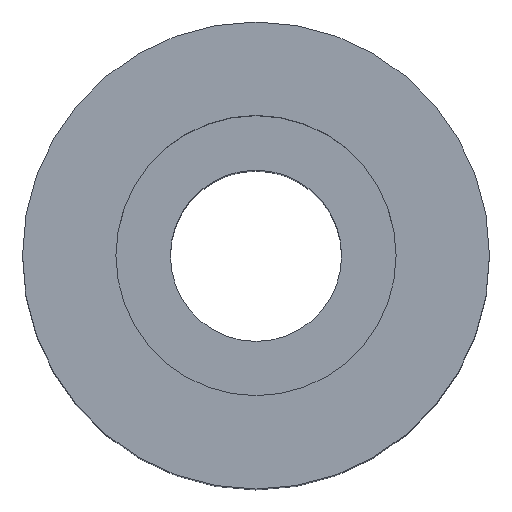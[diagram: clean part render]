
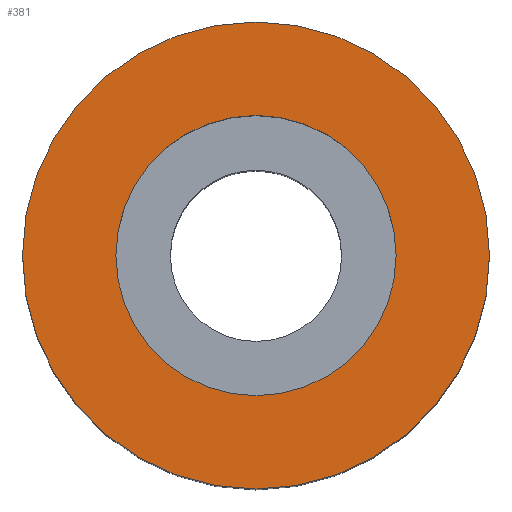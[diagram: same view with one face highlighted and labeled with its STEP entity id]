
A CAD part, top view. The second image highlights one B-rep face of the part: STEP entity #381.
In plain terms, the highlighted planar face has unit normal (0, 0, 1).
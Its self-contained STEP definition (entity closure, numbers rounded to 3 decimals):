
#14 = EDGE_LOOP ( 'NONE', ( #43, #322 ) ) ;
#33 = CARTESIAN_POINT ( 'NONE',  ( 0., 0., 35. ) ) ;
#42 = CIRCLE ( 'NONE', #378, 9. ) ;
#43 = ORIENTED_EDGE ( 'NONE', *, *, #192, .T. ) ;
#45 = DIRECTION ( 'NONE',  ( 1., 0., 0. ) ) ;
#51 = EDGE_CURVE ( 'NONE', #363, #330, #121, .T. ) ;
#54 = DIRECTION ( 'NONE',  ( 0., 0., 1. ) ) ;
#59 = VERTEX_POINT ( 'NONE', #295 ) ;
#62 = VERTEX_POINT ( 'NONE', #243 ) ;
#95 = FACE_BOUND ( 'NONE', #357, .T. ) ;
#98 = ORIENTED_EDGE ( 'NONE', *, *, #250, .F. ) ;
#121 = CIRCLE ( 'NONE', #281, 15. ) ;
#147 = DIRECTION ( 'NONE',  ( 1., 0., 0. ) ) ;
#153 = DIRECTION ( 'NONE',  ( 0., 0., 1. ) ) ;
#160 = CARTESIAN_POINT ( 'NONE',  ( 0., 0., 35. ) ) ;
#162 = AXIS2_PLACEMENT_3D ( 'NONE', #33, #153, #341 ) ;
#180 = CARTESIAN_POINT ( 'NONE',  ( 0., 0., 35. ) ) ;
#192 = EDGE_CURVE ( 'NONE', #330, #363, #292, .T. ) ;
#200 = CARTESIAN_POINT ( 'NONE',  ( 15., 0., 35. ) ) ;
#202 = CARTESIAN_POINT ( 'NONE',  ( 0., 0., 35. ) ) ;
#222 = DIRECTION ( 'NONE',  ( 0., 0., -1. ) ) ;
#232 = EDGE_CURVE ( 'NONE', #59, #62, #262, .T. ) ;
#243 = CARTESIAN_POINT ( 'NONE',  ( -9., 0., 35. ) ) ;
#250 = EDGE_CURVE ( 'NONE', #62, #59, #42, .T. ) ;
#262 = CIRCLE ( 'NONE', #342, 9. ) ;
#281 = AXIS2_PLACEMENT_3D ( 'NONE', #180, #54, #147 ) ;
#292 = CIRCLE ( 'NONE', #162, 15. ) ;
#295 = CARTESIAN_POINT ( 'NONE',  ( 9., 0., 35. ) ) ;
#304 = DIRECTION ( 'NONE',  ( 0., 0., 1. ) ) ;
#313 = DIRECTION ( 'NONE',  ( 1., 0., 0. ) ) ;
#322 = ORIENTED_EDGE ( 'NONE', *, *, #51, .T. ) ;
#327 = AXIS2_PLACEMENT_3D ( 'NONE', #403, #222, #373 ) ;
#330 = VERTEX_POINT ( 'NONE', #200 ) ;
#332 = ORIENTED_EDGE ( 'NONE', *, *, #232, .F. ) ;
#338 = FACE_OUTER_BOUND ( 'NONE', #14, .T. ) ;
#341 = DIRECTION ( 'NONE',  ( 1., 0., 0. ) ) ;
#342 = AXIS2_PLACEMENT_3D ( 'NONE', #160, #304, #313 ) ;
#343 = CARTESIAN_POINT ( 'NONE',  ( -15., 0., 35. ) ) ;
#357 = EDGE_LOOP ( 'NONE', ( #332, #98 ) ) ;
#363 = VERTEX_POINT ( 'NONE', #343 ) ;
#365 = DIRECTION ( 'NONE',  ( 0., 0., 1. ) ) ;
#373 = DIRECTION ( 'NONE',  ( -1., 0., 0. ) ) ;
#378 = AXIS2_PLACEMENT_3D ( 'NONE', #202, #365, #45 ) ;
#381 = ADVANCED_FACE ( 'NONE', ( #95, #338 ), #406, .F. ) ;
#403 = CARTESIAN_POINT ( 'NONE',  ( 15., 0., 35. ) ) ;
#406 = PLANE ( 'NONE',  #327 ) ;
